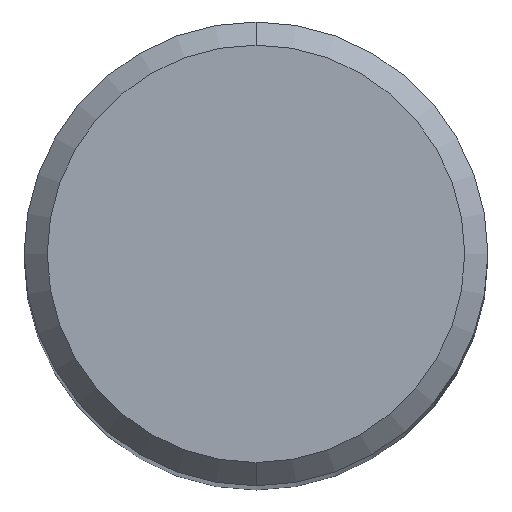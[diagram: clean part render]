
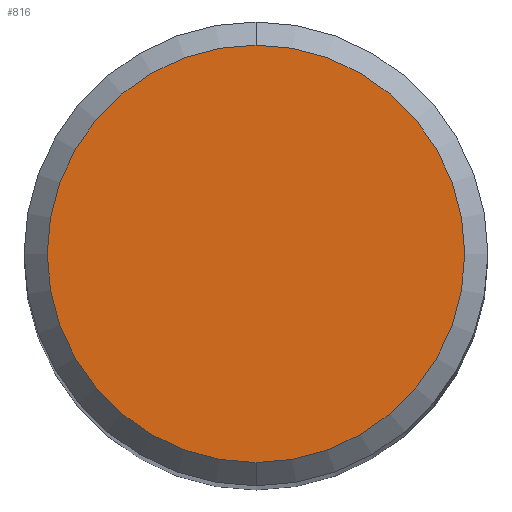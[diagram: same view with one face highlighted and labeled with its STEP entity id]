
A CAD part, top view. The second image highlights one B-rep face of the part: STEP entity #816.
In plain terms, the highlighted planar face has unit normal (0, 0, 1).
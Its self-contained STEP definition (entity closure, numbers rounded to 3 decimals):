
#336=EDGE_CURVE('',#606,#638,#926,.T.);
#606=VERTEX_POINT('',#1222);
#638=VERTEX_POINT('',#1256);
#782=EDGE_CURVE('',#638,#606,#1415,.T.);
#816=ADVANCED_FACE('',(#1451),#1452,.T.);
#926=CIRCLE('',#1665,5.4);
#1222=CARTESIAN_POINT('',(0.,-5.4,0.0));
#1256=CARTESIAN_POINT('',(0.0,5.4,0.0));
#1415=CIRCLE('',#6168,5.4);
#1451=FACE_OUTER_BOUND('',#6251,.T.);
#1452=PLANE('',#6252);
#1665=AXIS2_PLACEMENT_3D('',#9085,#9086,#9087);
#6168=AXIS2_PLACEMENT_3D('',#9571,#9572,#9573);
#6251=EDGE_LOOP('',(#9621,#9622));
#6252=AXIS2_PLACEMENT_3D('',#9623,#9624,#9625);
#9085=CARTESIAN_POINT('',(0.0,0.0,0.0));
#9086=DIRECTION('',(0.0,0.0,-1.0));
#9087=DIRECTION('',(0.0,1.0,0.0));
#9571=CARTESIAN_POINT('',(0.0,0.0,0.0));
#9572=DIRECTION('',(0.0,0.0,-1.0));
#9573=DIRECTION('',(0.0,1.0,0.0));
#9621=ORIENTED_EDGE('',*,*,#782,.F.);
#9622=ORIENTED_EDGE('',*,*,#336,.F.);
#9623=CARTESIAN_POINT('',(0.0,2.7,0.0));
#9624=DIRECTION('',(-0.0,0.0,1.0));
#9625=DIRECTION('',(0.0,-1.0,0.0));
